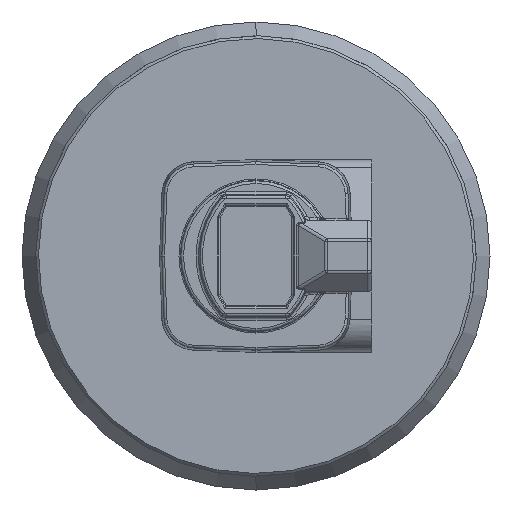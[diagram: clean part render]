
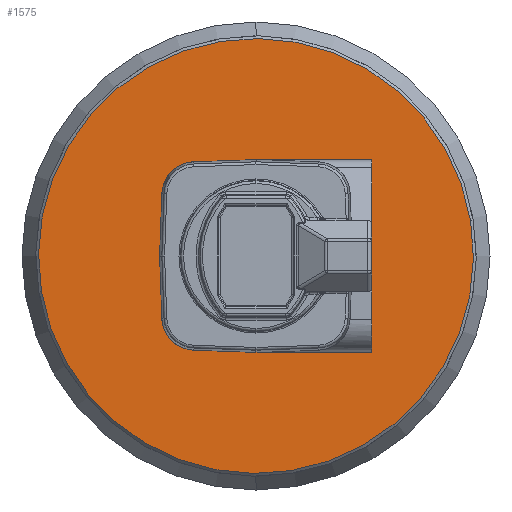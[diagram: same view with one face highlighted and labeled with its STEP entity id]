
A CAD part, left-side view. The second image highlights one B-rep face of the part: STEP entity #1575.
In plain terms, the highlighted planar face has unit normal (-1, 0, 0).
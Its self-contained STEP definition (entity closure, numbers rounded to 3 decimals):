
#406 = DIRECTION ( 'NONE',  ( 1., 0., 0. ) ) ;
#641 = ORIENTED_EDGE ( 'NONE', *, *, #10656, .F. ) ;
#674 = CARTESIAN_POINT ( 'NONE',  ( 70.302, 0., 0. ) ) ;
#741 = VERTEX_POINT ( 'NONE', #9517 ) ;
#820 = EDGE_CURVE ( 'NONE', #8392, #4078, #2620, .T. ) ;
#1158 = DIRECTION ( 'NONE',  ( -1., 0., 0. ) ) ;
#1443 = DIRECTION ( 'NONE',  ( -1., 0., 0. ) ) ;
#1575 = ADVANCED_FACE ( 'NONE', ( #3742, #7272 ), #5249, .F. ) ;
#2359 = ORIENTED_EDGE ( 'NONE', *, *, #10381, .T. ) ;
#2620 = CIRCLE ( 'NONE', #7086, 79. ) ;
#2940 = CARTESIAN_POINT ( 'NONE',  ( 70.302, 0., 79. ) ) ;
#3486 = AXIS2_PLACEMENT_3D ( 'NONE', #674, #7224, #9598 ) ;
#3607 = EDGE_CURVE ( 'NONE', #8102, #741, #10379, .T. ) ;
#3742 = FACE_OUTER_BOUND ( 'NONE', #9262, .T. ) ;
#3808 = ORIENTED_EDGE ( 'NONE', *, *, #3607, .F. ) ;
#4078 = VERTEX_POINT ( 'NONE', #2940 ) ;
#4086 = AXIS2_PLACEMENT_3D ( 'NONE', #4780, #1443, #5788 ) ;
#4132 = CIRCLE ( 'NONE', #10063, 79. ) ;
#4726 = CARTESIAN_POINT ( 'NONE',  ( 70.302, 0., 0. ) ) ;
#4780 = CARTESIAN_POINT ( 'NONE',  ( 70.302, 0., 0. ) ) ;
#5105 = CARTESIAN_POINT ( 'NONE',  ( 70.302, 0., -30.5 ) ) ;
#5249 = PLANE ( 'NONE',  #6776 ) ;
#5256 = DIRECTION ( 'NONE',  ( 0., 0., -1. ) ) ;
#5384 = CARTESIAN_POINT ( 'NONE',  ( 70.302, 80., 0. ) ) ;
#5628 = DIRECTION ( 'NONE',  ( -1., 0., 0. ) ) ;
#5788 = DIRECTION ( 'NONE',  ( 0., 0., 1. ) ) ;
#6480 = DIRECTION ( 'NONE',  ( 0., 0., -1. ) ) ;
#6776 = AXIS2_PLACEMENT_3D ( 'NONE', #5384, #406, #8564 ) ;
#6950 = CARTESIAN_POINT ( 'NONE',  ( 70.302, 0., 0. ) ) ;
#7086 = AXIS2_PLACEMENT_3D ( 'NONE', #4726, #5628, #6480 ) ;
#7224 = DIRECTION ( 'NONE',  ( -1., 0., 0. ) ) ;
#7272 = FACE_BOUND ( 'NONE', #10075, .T. ) ;
#8102 = VERTEX_POINT ( 'NONE', #5105 ) ;
#8392 = VERTEX_POINT ( 'NONE', #9966 ) ;
#8564 = DIRECTION ( 'NONE',  ( 0., 0., -1. ) ) ;
#9103 = ORIENTED_EDGE ( 'NONE', *, *, #820, .T. ) ;
#9262 = EDGE_LOOP ( 'NONE', ( #9103, #2359 ) ) ;
#9517 = CARTESIAN_POINT ( 'NONE',  ( 70.302, 0., 30.5 ) ) ;
#9598 = DIRECTION ( 'NONE',  ( 0., 0., 1. ) ) ;
#9816 = CIRCLE ( 'NONE', #4086, 30.5 ) ;
#9966 = CARTESIAN_POINT ( 'NONE',  ( 70.302, 0., -79. ) ) ;
#10063 = AXIS2_PLACEMENT_3D ( 'NONE', #6950, #1158, #5256 ) ;
#10075 = EDGE_LOOP ( 'NONE', ( #641, #3808 ) ) ;
#10379 = CIRCLE ( 'NONE', #3486, 30.5 ) ;
#10381 = EDGE_CURVE ( 'NONE', #4078, #8392, #4132, .T. ) ;
#10656 = EDGE_CURVE ( 'NONE', #741, #8102, #9816, .T. ) ;
